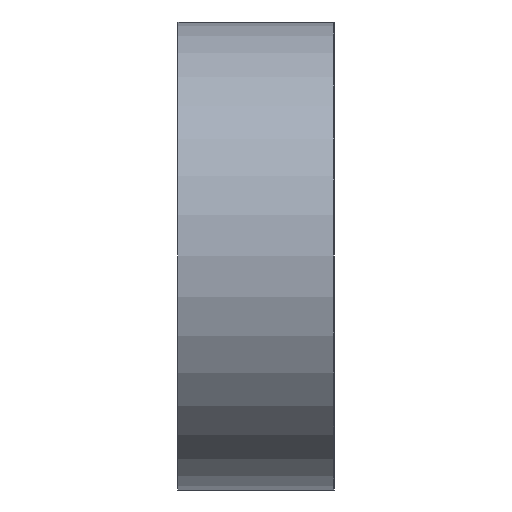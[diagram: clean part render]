
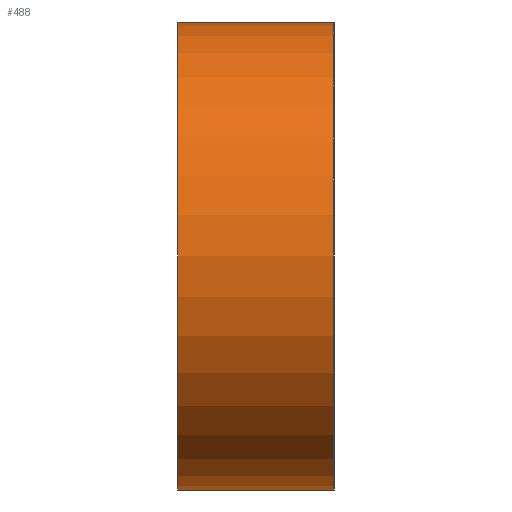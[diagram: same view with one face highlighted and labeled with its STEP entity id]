
A CAD part, left-side view. The second image highlights one B-rep face of the part: STEP entity #488.
In plain terms, the highlighted cylindrical face has radius 4.763 mm (diameter 9.525 mm), a partial arc.
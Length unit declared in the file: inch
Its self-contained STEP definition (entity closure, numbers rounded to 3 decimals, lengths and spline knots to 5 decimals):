
#23 = VECTOR ( 'NONE', #617, 39.37008 ) ;
#38 = DIRECTION ( 'NONE',  ( 0., 0., -1. ) ) ;
#87 = CIRCLE ( 'NONE', #286, 0.1875 ) ;
#100 = ORIENTED_EDGE ( 'NONE', *, *, #553, .F. ) ;
#119 = CARTESIAN_POINT ( 'NONE',  ( -1.925, 0.125, 0. ) ) ;
#155 = CARTESIAN_POINT ( 'NONE',  ( -1.925, 0., 0.1875 ) ) ;
#181 = VERTEX_POINT ( 'NONE', #932 ) ;
#220 = AXIS2_PLACEMENT_3D ( 'NONE', #590, #582, #744 ) ;
#279 = AXIS2_PLACEMENT_3D ( 'NONE', #119, #367, #38 ) ;
#286 = AXIS2_PLACEMENT_3D ( 'NONE', #720, #710, #706 ) ;
#335 = CARTESIAN_POINT ( 'NONE',  ( -1.925, 0., -0.1875 ) ) ;
#344 = VERTEX_POINT ( 'NONE', #539 ) ;
#367 = DIRECTION ( 'NONE',  ( 0., -1., 0. ) ) ;
#392 = CYLINDRICAL_SURFACE ( 'NONE', #279, 0.1875 ) ;
#414 = FACE_OUTER_BOUND ( 'NONE', #673, .T. ) ;
#417 = VERTEX_POINT ( 'NONE', #155 ) ;
#427 = CIRCLE ( 'NONE', #220, 0.1875 ) ;
#477 = LINE ( 'NONE', #1001, #23 ) ;
#488 = ADVANCED_FACE ( 'NONE', ( #414 ), #392, .T. ) ;
#536 = ORIENTED_EDGE ( 'NONE', *, *, #956, .F. ) ;
#539 = CARTESIAN_POINT ( 'NONE',  ( -1.925, 0.125, 0.1875 ) ) ;
#552 = EDGE_CURVE ( 'NONE', #181, #804, #942, .T. ) ;
#553 = EDGE_CURVE ( 'NONE', #181, #344, #87, .T. ) ;
#582 = DIRECTION ( 'NONE',  ( 0., 1., 0. ) ) ;
#590 = CARTESIAN_POINT ( 'NONE',  ( -1.925, 0., 0. ) ) ;
#617 = DIRECTION ( 'NONE',  ( 0., -1., 0. ) ) ;
#630 = EDGE_CURVE ( 'NONE', #804, #417, #427, .T. ) ;
#673 = EDGE_LOOP ( 'NONE', ( #810, #536, #100, #1051 ) ) ;
#706 = DIRECTION ( 'NONE',  ( 0., 0., 1. ) ) ;
#710 = DIRECTION ( 'NONE',  ( 0., 1., 0. ) ) ;
#720 = CARTESIAN_POINT ( 'NONE',  ( -1.925, 0.125, 0. ) ) ;
#733 = VECTOR ( 'NONE', #812, 39.37008 ) ;
#744 = DIRECTION ( 'NONE',  ( 0., 0., 1. ) ) ;
#804 = VERTEX_POINT ( 'NONE', #335 ) ;
#810 = ORIENTED_EDGE ( 'NONE', *, *, #630, .T. ) ;
#812 = DIRECTION ( 'NONE',  ( 0., -1., 0. ) ) ;
#932 = CARTESIAN_POINT ( 'NONE',  ( -1.925, 0.125, -0.1875 ) ) ;
#942 = LINE ( 'NONE', #1005, #733 ) ;
#956 = EDGE_CURVE ( 'NONE', #344, #417, #477, .T. ) ;
#1001 = CARTESIAN_POINT ( 'NONE',  ( -1.925, 0.125, 0.1875 ) ) ;
#1005 = CARTESIAN_POINT ( 'NONE',  ( -1.925, 0.125, -0.1875 ) ) ;
#1051 = ORIENTED_EDGE ( 'NONE', *, *, #552, .T. ) ;
